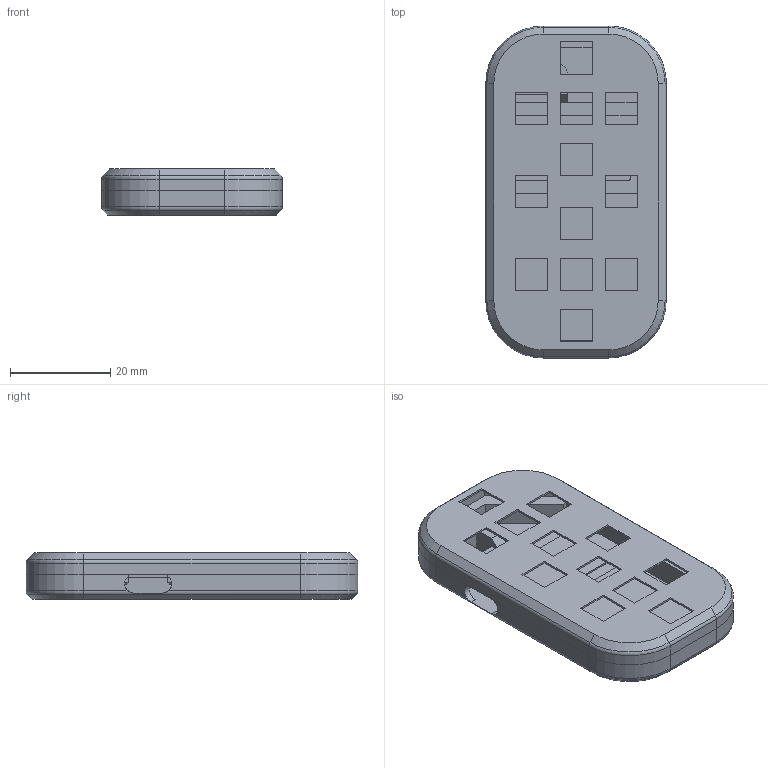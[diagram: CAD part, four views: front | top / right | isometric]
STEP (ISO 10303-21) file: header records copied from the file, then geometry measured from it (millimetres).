
FILE_DESCRIPTION(/* description */ (''),/* implementation_level */ '2;1');
FILE_NAME(/* name */ 'newremote002 v6.step',/* time_stamp */ '2024-09-03T11:46:31+08:00',/* author */ (''),/* organization */ (''),/* preprocessor_version */ 'ST-DEVELOPER v20',/* originating_system */ 'Autodesk Translation Framework v13.14.0.145',/* authorisation */ '');
FILE_SCHEMA (('AUTOMOTIVE_DESIGN { 1 0 10303 214 3 1 1 }'));
Length unit declared in the file: millimetre
Products named in the file (3): newremote002; case-up; case-dn
Assembly tree (2 placements, depth 2):
  newremote002
    case-up
    case-dn
Bounding box: 36 x 66.2 x 9.2 mm (x, y, z)
Volume: 8855.4 mm3; surface area: 11596.2 mm2
Topology: 2 solids, 2 shells, 464 faces, 1249 edges, 789 vertices
Faces by surface type: plane 321, cylinder 112, cone 17, torus 8, bspline 6
Full cylindrical faces by diameter (mm): 1.2 x8, 2.2 x4
Entity records: 14783 total; most frequent: CARTESIAN_POINT 2944, ORIENTED_EDGE 2502, DIRECTION 2381, EDGE_CURVE 1251, LINE 951, VECTOR 951, VERTEX_POINT 789, AXIS2_PLACEMENT_3D 715
